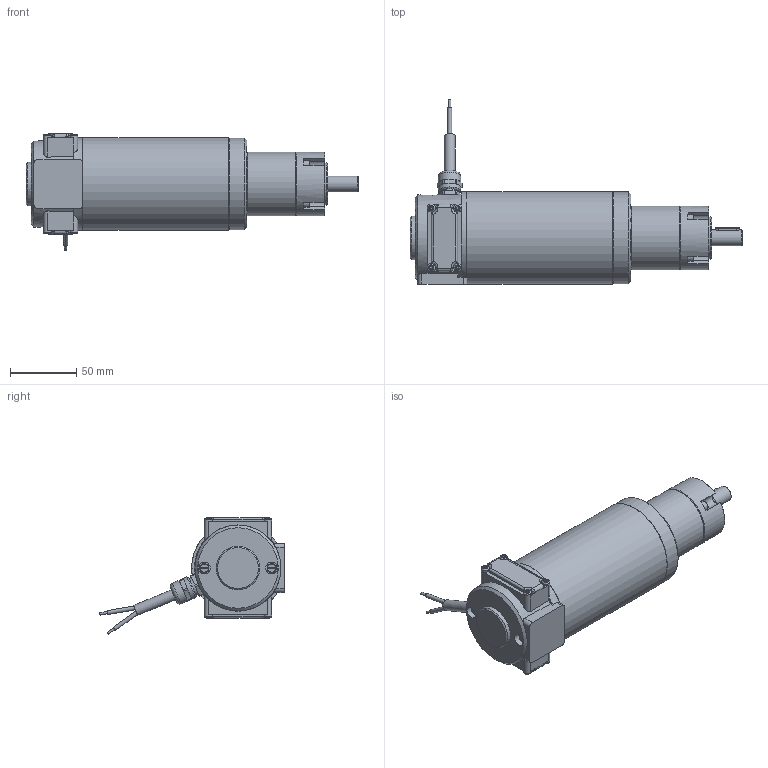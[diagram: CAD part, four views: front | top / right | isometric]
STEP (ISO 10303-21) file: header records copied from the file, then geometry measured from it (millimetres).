
FILE_DESCRIPTION (( 'STEP AP203' ), '1' );
FILE_NAME ('GNM4175A-GP48.3 2-stufig.STEP', '2019-11-21T12:38:53', ( '' ), ( '' ), 'SwSTEP 2.0', 'SolidWorks 2019', '' );
FILE_SCHEMA (( 'CONFIG_CONTROL_DESIGN' ));
Length unit declared in the file: millimetre
Products named in the file (1): GNM4175A-GP48.3 2-stufig
Bounding box: 251 x 139.54 x 88.05 mm (x, y, z)
Volume: 749936.2 mm3; surface area: 62365.6 mm2
Topology: 1 solids, 1 shells, 534 faces, 1366 edges, 863 vertices
Faces by surface type: plane 306, cylinder 166, torus 28, cone 26, bspline 8
Full cylindrical faces by diameter (mm): 1.7 x2, 1.8 x2, 3 x2, 3.3 x1, 4.2 x4, 4.3 x1, 6 x8, 7 x6, 8.1 x1, 9 x2, 11.5 x1, 12 x2, 14 x1, 16.8 x1, 17 x2, 23.2 x1, 28 x1, 32 x1, 33 x1, 48 x2, 69.5 x1, 69.994 x1, 70 x1
Entity records: 16592 total; most frequent: CARTESIAN_POINT 3984, DIRECTION 2632, ORIENTED_EDGE 2504, EDGE_CURVE 1252, AXIS2_PLACEMENT_3D 944, VERTEX_POINT 834, LINE 744, VECTOR 744
